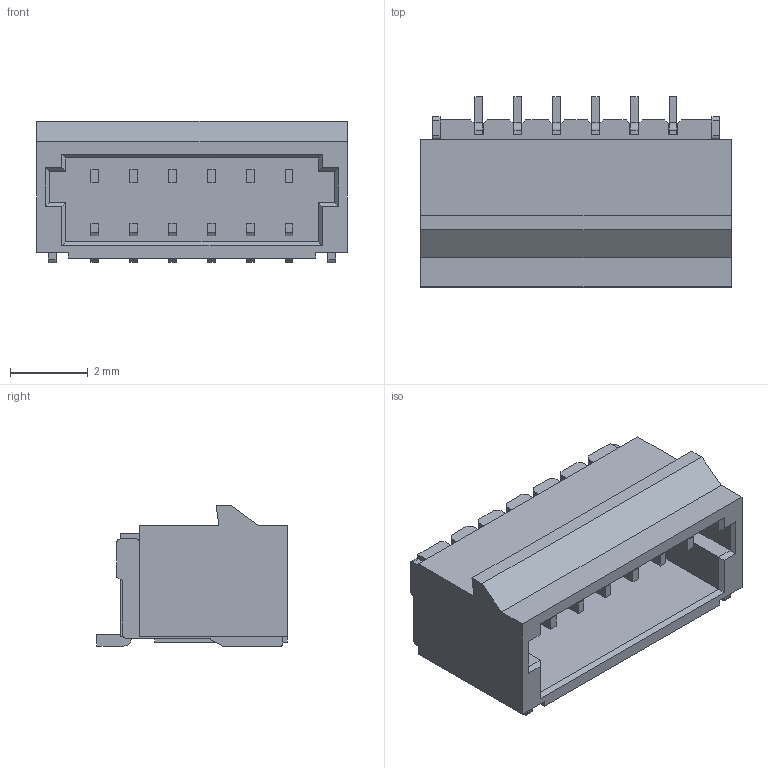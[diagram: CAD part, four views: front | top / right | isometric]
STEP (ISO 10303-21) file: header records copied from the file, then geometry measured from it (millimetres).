
FILE_DESCRIPTION(/* description */ (''),/* implementation_level */ '2;1');
FILE_NAME(/* name */ 'X1002WRS-06L-HF-LPSW.step',/* time_stamp */ '2023-07-04T00:36:12+08:00',/* author */ (''),/* organization */ (''),/* preprocessor_version */ 'ST-DEVELOPER v19.2',/* originating_system */ 'Autodesk Translation Framework v12.6.0.85',/* authorisation */ '');
FILE_SCHEMA (('AUTOMOTIVE_DESIGN { 1 0 10303 214 3 1 1 }'));
Length unit declared in the file: millimetre
Products named in the file (5): (未保存); COMPOUND; CN1; CONN-SMD_X1002WRS-06L-HF-LPSW; COMPOUND (1)
Assembly tree (4 placements, depth 4):
  (未保存)
    COMPOUND
    CN1
      CONN-SMD_X1002WRS-06L-HF-LPSW
        COMPOUND (1)
Bounding box: 8 x 4.9 x 3.65 mm (x, y, z)
Volume: 59.3 mm3; surface area: 250.1 mm2
Topology: 14 solids, 14 shells, 530 faces, 1410 edges, 934 vertices
Faces by surface type: plane 394, bspline 114, cylinder 22
Entity records: 18235 total; most frequent: CARTESIAN_POINT 4969, ORIENTED_EDGE 2820, DIRECTION 2256, EDGE_CURVE 1410, LINE 1134, VECTOR 1134, VERTEX_POINT 934, EDGE_LOOP 568
